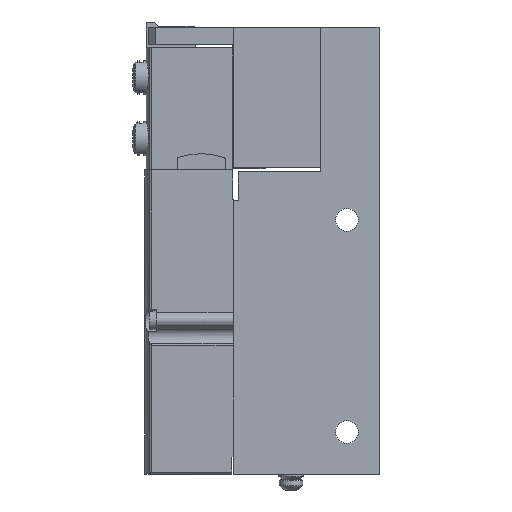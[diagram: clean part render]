
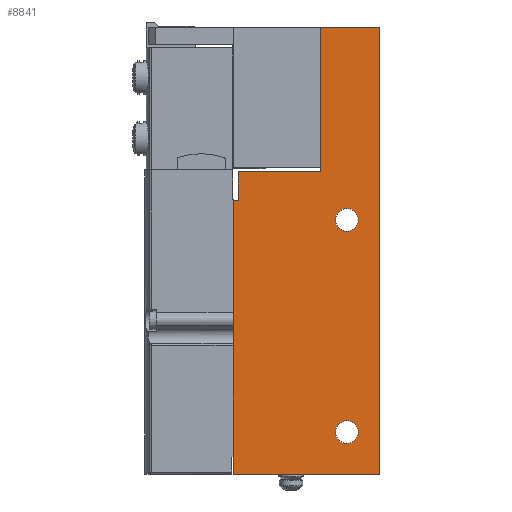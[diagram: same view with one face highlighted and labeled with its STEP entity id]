
A CAD part, left-side view. The second image highlights one B-rep face of the part: STEP entity #8841.
In plain terms, the highlighted planar face has unit normal (-1, 0, 0).
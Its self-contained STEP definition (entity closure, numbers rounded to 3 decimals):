
#380=LINE('',#13323,#1145);
#383=LINE('',#13329,#1148);
#386=LINE('',#13339,#1151);
#391=LINE('',#13351,#1156);
#393=LINE('',#13361,#1158);
#398=LINE('',#13371,#1163);
#402=LINE('',#13379,#1167);
#405=LINE('',#13387,#1170);
#1145=VECTOR('',#10537,1000.);
#1148=VECTOR('',#10542,1000.);
#1151=VECTOR('',#10551,1000.);
#1156=VECTOR('',#10560,1000.);
#1158=VECTOR('',#10570,1000.);
#1163=VECTOR('',#10577,1000.);
#1167=VECTOR('',#10583,1000.);
#1170=VECTOR('',#10590,1000.);
#1956=ORIENTED_EDGE('',*,*,#4426,.T.);
#1957=ORIENTED_EDGE('',*,*,#4427,.T.);
#1958=ORIENTED_EDGE('',*,*,#4391,.F.);
#1959=ORIENTED_EDGE('',*,*,#4423,.F.);
#1960=ORIENTED_EDGE('',*,*,#4419,.F.);
#1961=ORIENTED_EDGE('',*,*,#4415,.F.);
#1962=ORIENTED_EDGE('',*,*,#4410,.F.);
#1963=ORIENTED_EDGE('',*,*,#4405,.F.);
#1964=ORIENTED_EDGE('',*,*,#4399,.F.);
#1965=ORIENTED_EDGE('',*,*,#4394,.F.);
#4391=EDGE_CURVE('',#5630,#5631,#380,.T.);
#4394=EDGE_CURVE('',#5631,#5633,#383,.T.);
#4399=EDGE_CURVE('',#5633,#5637,#386,.T.);
#4405=EDGE_CURVE('',#5637,#5642,#391,.T.);
#4410=EDGE_CURVE('',#5642,#5646,#393,.T.);
#4415=EDGE_CURVE('',#5646,#5650,#398,.T.);
#4419=EDGE_CURVE('',#5650,#5653,#402,.T.);
#4423=EDGE_CURVE('',#5653,#5630,#405,.T.);
#4426=EDGE_CURVE('',#5657,#5657,#6510,.T.);
#4427=EDGE_CURVE('',#5658,#5658,#6511,.T.);
#5630=VERTEX_POINT('',#13322);
#5631=VERTEX_POINT('',#13324);
#5633=VERTEX_POINT('',#13330);
#5637=VERTEX_POINT('',#13340);
#5642=VERTEX_POINT('',#13352);
#5646=VERTEX_POINT('',#13362);
#5650=VERTEX_POINT('',#13372);
#5653=VERTEX_POINT('',#13380);
#5657=VERTEX_POINT('',#13393);
#5658=VERTEX_POINT('',#13395);
#6510=CIRCLE('',#9535,2.75);
#6511=CIRCLE('',#9536,2.75);
#6934=EDGE_LOOP('',(#1956));
#6935=EDGE_LOOP('',(#1957));
#6936=EDGE_LOOP('',(#1958,#1959,#1960,#1961,#1962,#1963,#1964,#1965));
#7716=FACE_BOUND('',#6934,.T.);
#7717=FACE_BOUND('',#6935,.T.);
#7718=FACE_BOUND('',#6936,.T.);
#8498=PLANE('',#9534);
#8841=ADVANCED_FACE('',(#7716,#7717,#7718),#8498,.F.);
#9534=AXIS2_PLACEMENT_3D('',#13391,#10593,#10594);
#9535=AXIS2_PLACEMENT_3D('',#13392,#10595,#10596);
#9536=AXIS2_PLACEMENT_3D('',#13394,#10597,#10598);
#10537=DIRECTION('',(0.,0.,1.));
#10542=DIRECTION('',(0.,-1.,0.));
#10551=DIRECTION('',(0.,0.,-1.));
#10560=DIRECTION('',(0.,1.,0.));
#10570=DIRECTION('',(0.,0.,1.));
#10577=DIRECTION('',(0.,-1.,0.));
#10583=DIRECTION('',(0.,0.,1.));
#10590=DIRECTION('',(0.,-1.,0.));
#10593=DIRECTION('',(1.,0.,0.));
#10594=DIRECTION('',(0.,0.,-1.));
#10595=DIRECTION('',(1.,0.,0.));
#10596=DIRECTION('',(0.,0.,-1.));
#10597=DIRECTION('',(1.,0.,0.));
#10598=DIRECTION('',(0.,0.,-1.));
#13322=CARTESIAN_POINT('',(-24.4,14.05,36.7));
#13323=CARTESIAN_POINT('',(-24.4,14.05,36.7));
#13324=CARTESIAN_POINT('',(-24.4,14.05,71.4));
#13329=CARTESIAN_POINT('',(-24.4,14.05,71.4));
#13330=CARTESIAN_POINT('',(-24.4,0.,71.4));
#13339=CARTESIAN_POINT('',(-24.4,0.,71.4));
#13340=CARTESIAN_POINT('',(-24.4,0.,-35.9));
#13351=CARTESIAN_POINT('',(-24.4,0.,-35.9));
#13352=CARTESIAN_POINT('',(-24.4,35.,-35.9));
#13361=CARTESIAN_POINT('',(-24.4,35.,-35.9));
#13362=CARTESIAN_POINT('',(-24.4,35.,29.75));
#13371=CARTESIAN_POINT('',(-24.4,35.,29.75));
#13372=CARTESIAN_POINT('',(-24.4,33.75,29.75));
#13379=CARTESIAN_POINT('',(-24.4,33.75,29.75));
#13380=CARTESIAN_POINT('',(-24.4,33.75,36.7));
#13387=CARTESIAN_POINT('',(-24.4,33.75,36.7));
#13391=CARTESIAN_POINT('',(-24.4,0.,0.));
#13392=CARTESIAN_POINT('',(-24.4,7.7,25.1));
#13393=CARTESIAN_POINT('',(-24.4,7.7,22.35));
#13394=CARTESIAN_POINT('',(-24.4,7.7,-25.8));
#13395=CARTESIAN_POINT('',(-24.4,7.7,-28.55));
